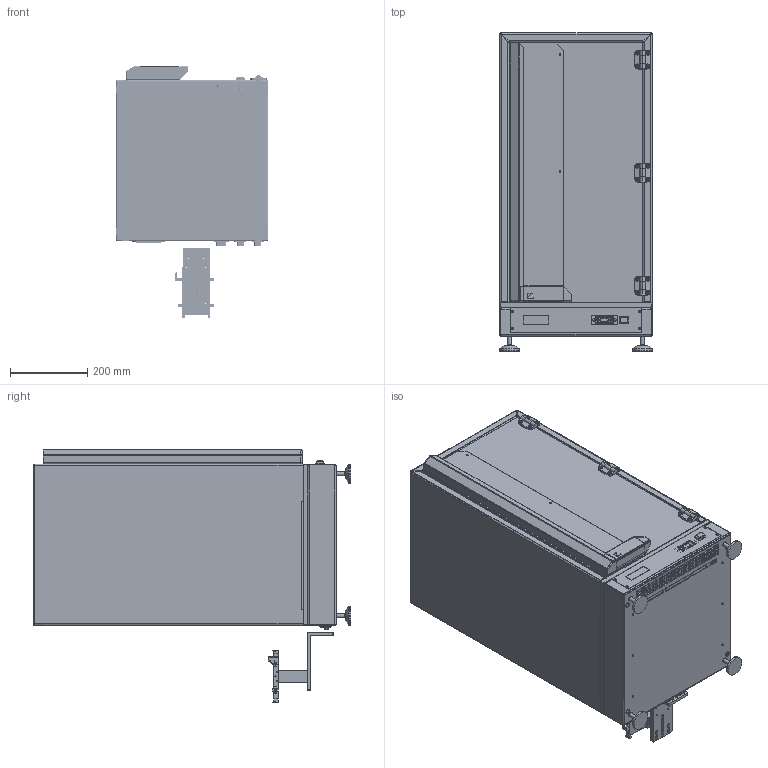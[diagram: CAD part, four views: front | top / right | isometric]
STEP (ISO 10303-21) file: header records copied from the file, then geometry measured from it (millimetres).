
FILE_DESCRIPTION (( 'STEP AP214' ), '1' );
FILE_NAME ('9303000.STEP', '2024-09-25T12:05:54', ( '' ), ( '' ), 'SwSTEP 2.0', 'SolidWorks 2022', '' );
FILE_SCHEMA (( 'AUTOMOTIVE_DESIGN' ));
Length unit declared in the file: millimetre
Products named in the file (1): 9303000
Bounding box: 395 x 824 x 655.19 mm (x, y, z)
Volume: 9019566.8 mm3; surface area: 5316173 mm2
Topology: 52 solids, 52 shells, 4385 faces, 12217 edges, 7974 vertices
Faces by surface type: plane 2380, cylinder 1848, cone 73, bspline 66, torus 12, sphere 6
Full cylindrical faces by diameter (mm): 1.5 x3, 1.6 x2, 1.9 x1, 2.05 x4, 2.5 x42, 3.1 x8, 3.2 x8, 3.3 x59, 3.4 x10, 4 x102, 4.2 x33, 4.5 x29, 4.7 x8, 5 x13, 5.2 x2, 5.3 x10, 5.5 x10, 6 x17, 6.2 x2, 6.5 x1, 7.1 x7, 8 x22, 9 x12, 10 x4, 12 x1, 12.5 x8, 14.5 x1, 15 x2, 15.5 x1, 16 x1
Entity records: 189088 total; most frequent: CARTESIAN_POINT 26844, DIRECTION 23545, ORIENTED_EDGE 22850, EDGE_CURVE 11425, AXIS2_PLACEMENT_3D 8043, VERTEX_POINT 7695, VECTOR 7459, LINE 7459
